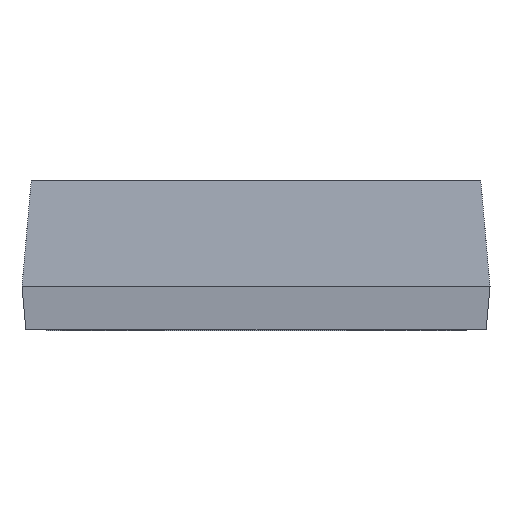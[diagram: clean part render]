
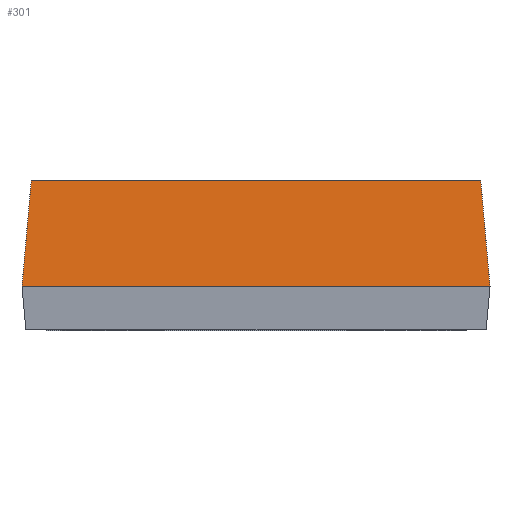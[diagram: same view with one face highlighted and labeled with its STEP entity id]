
A CAD part, left-side view. The second image highlights one B-rep face of the part: STEP entity #301.
In plain terms, the highlighted planar face has unit normal (-0.996, 0, 0.087).
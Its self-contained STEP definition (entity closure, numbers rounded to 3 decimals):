
#301=ADVANCED_FACE('',(#1021),#1023,.T.);
#1021=FACE_BOUND('',#1022,.T.);
#1022=EDGE_LOOP('',(#1620,#1621,#1622,#1623));
#1023=PLANE('',#1024);
#1024=AXIS2_PLACEMENT_3D('',#1025,#1026,#1027);
#1025=CARTESIAN_POINT('',(-5.3,7.8,1.5));
#1026=DIRECTION('',(-0.996,0.,0.087));
#1027=DIRECTION('',(0.,-1.,0.));
#1620=ORIENTED_EDGE('',*,*,#1974,.T.);
#1621=ORIENTED_EDGE('',*,*,#1975,.T.);
#1622=ORIENTED_EDGE('',*,*,#1890,.F.);
#1623=ORIENTED_EDGE('',*,*,#1973,.F.);
#1890=EDGE_CURVE('',#2128,#2130,#2131,.T.);
#1973=EDGE_CURVE('',#2275,#2128,#2281,.T.);
#1974=EDGE_CURVE('',#2275,#2220,#2282,.T.);
#1975=EDGE_CURVE('',#2220,#2130,#2283,.T.);
#2128=VERTEX_POINT('',#2563);
#2130=VERTEX_POINT('',#2567);
#2131=LINE('',#2568,#2569);
#2220=VERTEX_POINT('',#2770);
#2275=VERTEX_POINT('',#2883);
#2281=LINE('',#2904,#2905);
#2282=LINE('',#2907,#2908);
#2283=LINE('',#2910,#2911);
#2563=CARTESIAN_POINT('',(-4.994,7.494,5.));
#2567=CARTESIAN_POINT('',(-4.994,-7.494,5.));
#2568=CARTESIAN_POINT('',(-4.994,7.494,5.));
#2569=VECTOR('',#2570,1.);
#2570=DIRECTION('',(0.,-1.,0.));
#2770=CARTESIAN_POINT('',(-5.3,-7.8,1.5));
#2883=CARTESIAN_POINT('',(-5.3,7.8,1.5));
#2904=CARTESIAN_POINT('',(-5.3,7.8,1.5));
#2905=VECTOR('',#2906,1.);
#2906=DIRECTION('',(0.087,-0.087,0.992));
#2907=CARTESIAN_POINT('',(-5.3,7.8,1.5));
#2908=VECTOR('',#2909,1.);
#2909=DIRECTION('',(0.,-1.,0.));
#2910=CARTESIAN_POINT('',(-5.3,-7.8,1.5));
#2911=VECTOR('',#2912,1.);
#2912=DIRECTION('',(0.087,0.087,0.992));
